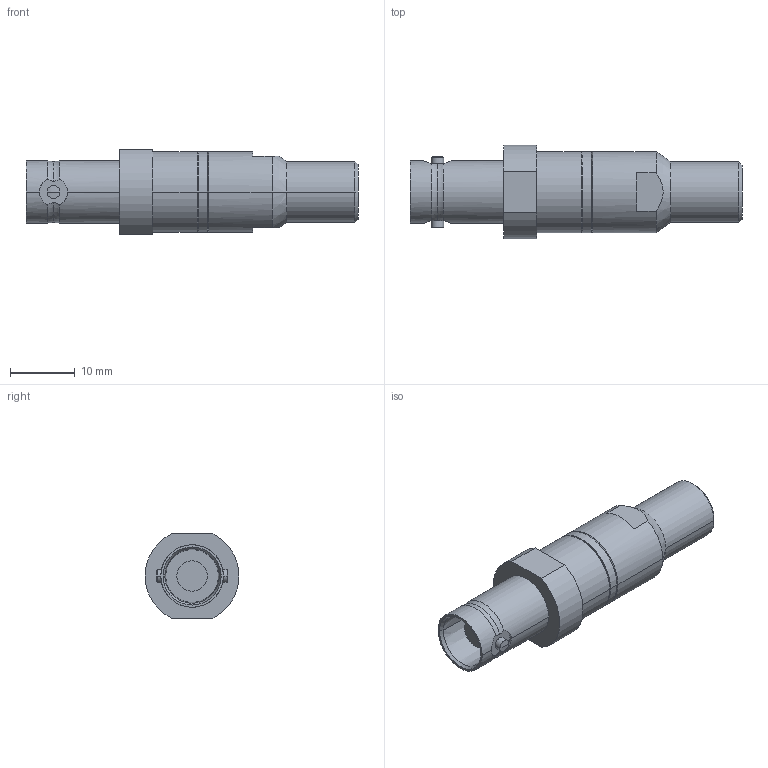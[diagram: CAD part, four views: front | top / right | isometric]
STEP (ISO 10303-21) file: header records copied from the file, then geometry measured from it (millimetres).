
FILE_DESCRIPTION (( 'STEP AP214' ), '1' );
FILE_NAME ('FM7069A_3D.step', '2024-01-15T15:58:09', ( '' ), ( '' ), 'SwSTEP 2.0', 'SolidWorks 2022', '' );
FILE_SCHEMA (( 'AUTOMOTIVE_DESIGN' ));
Length unit declared in the file: inch
Products named in the file (5): MP-FF75^7069A - MP-BF50FF75-0-3G(2)_FM7069A; 7069A - MP-BF50FF75-0-3G(2)^FM7069A; FM7069A_3D; MP-BF50^7069A - MP-BF50FF75-0-3G(2)_FM7069A; FAT-B-11^7069A - MP-BF50FF75-0-3G(2)_FM7069A
Assembly tree (4 placements, depth 3):
  FM7069A_3D
    7069A - MP-BF50FF75-0-3G(2)^FM7069A
      MP-BF50^7069A - MP-BF50FF75-0-3G(2)_FM7069A
      FAT-B-11^7069A - MP-BF50FF75-0-3G(2)_FM7069A
      MP-FF75^7069A - MP-BF50FF75-0-3G(2)_FM7069A
Bounding box: 51.25 x 14.47 x 13 mm (x, y, z)
Volume: 5956.1 mm3; surface area: 3383.4 mm2
Topology: 3 solids, 3 shells, 105 faces, 219 edges, 130 vertices
Faces by surface type: cylinder 43, cone 32, plane 22, torus 4, sphere 4
Entity records: 3276 total; most frequent: CARTESIAN_POINT 785, DIRECTION 545, ORIENTED_EDGE 438, AXIS2_PLACEMENT_3D 231, EDGE_CURVE 219, VERTEX_POINT 130, CIRCLE 118, EDGE_LOOP 115
